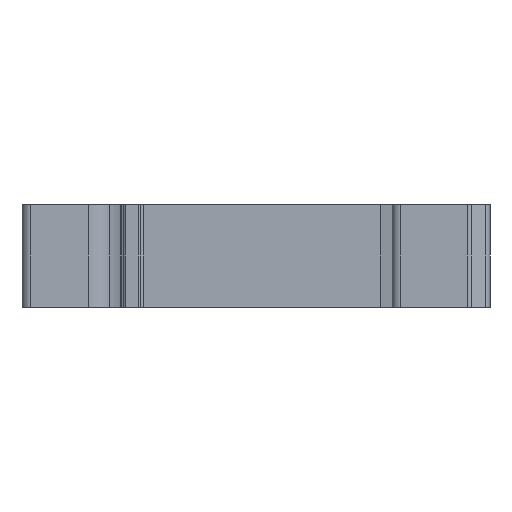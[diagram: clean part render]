
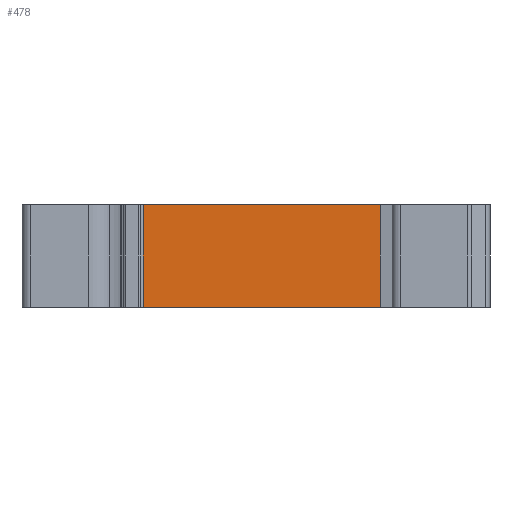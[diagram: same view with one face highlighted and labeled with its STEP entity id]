
A CAD part, front view. The second image highlights one B-rep face of the part: STEP entity #478.
In plain terms, the highlighted planar face has unit normal (0, -1, 0).
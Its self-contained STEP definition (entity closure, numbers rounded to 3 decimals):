
#478=ADVANCED_FACE('',(#867),#691,.T.);
#691=PLANE('',#5078);
#867=FACE_OUTER_BOUND('',#1117,.T.);
#1117=EDGE_LOOP('',(#2063,#2064,#2065,#2066));
#2063=ORIENTED_EDGE('',*,*,#3218,.T.);
#2064=ORIENTED_EDGE('',*,*,#3616,.T.);
#2065=ORIENTED_EDGE('',*,*,#3336,.F.);
#2066=ORIENTED_EDGE('',*,*,#3615,.F.);
#2742=VERTEX_POINT('',#6798);
#2743=VERTEX_POINT('',#6800);
#2856=VERTEX_POINT('',#7033);
#2857=VERTEX_POINT('',#7035);
#3218=EDGE_CURVE('',#2743,#2742,#3867,.T.);
#3336=EDGE_CURVE('',#2856,#2857,#3945,.T.);
#3615=EDGE_CURVE('',#2743,#2856,#4154,.T.);
#3616=EDGE_CURVE('',#2742,#2857,#4155,.T.);
#3867=LINE('',#6799,#4387);
#3945=LINE('',#7034,#4465);
#4154=LINE('',#7653,#4674);
#4155=LINE('',#7655,#4675);
#4387=VECTOR('',#5414,1.);
#4465=VECTOR('',#5578,1.);
#4674=VECTOR('',#6099,1.);
#4675=VECTOR('',#6102,1.);
#5078=AXIS2_PLACEMENT_3D('',#7656,#6103,#6104);
#5414=DIRECTION('',(-1.,0.,0.));
#5578=DIRECTION('',(-1.,0.,0.));
#6099=DIRECTION('',(0.,0.,-1.));
#6102=DIRECTION('',(0.,0.,-1.));
#6103=DIRECTION('',(0.,-1.,0.));
#6104=DIRECTION('',(0.,0.,-1.));
#6798=CARTESIAN_POINT('',(-13.78,-10.655,12.));
#6799=CARTESIAN_POINT('',(14.111,-10.655,12.));
#6800=CARTESIAN_POINT('',(14.111,-10.655,12.));
#7033=CARTESIAN_POINT('',(14.111,-10.655,0.));
#7034=CARTESIAN_POINT('',(14.111,-10.655,0.));
#7035=CARTESIAN_POINT('',(-13.78,-10.655,0.));
#7653=CARTESIAN_POINT('',(14.111,-10.655,12.));
#7655=CARTESIAN_POINT('',(-13.78,-10.655,12.));
#7656=CARTESIAN_POINT('',(14.111,-10.655,12.));
